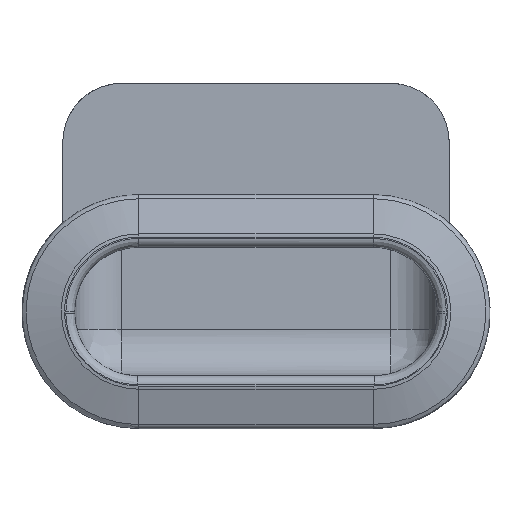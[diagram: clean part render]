
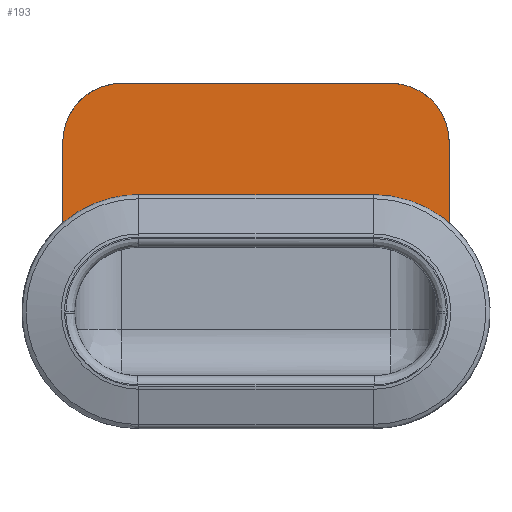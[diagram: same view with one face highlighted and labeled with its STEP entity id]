
A CAD part, front view. The second image highlights one B-rep face of the part: STEP entity #193.
In plain terms, the highlighted free-form (B-spline) face has degree [1, 1] with [2, 2] control points.
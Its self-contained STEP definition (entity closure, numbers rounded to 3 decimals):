
#44=CARTESIAN_POINT('',(-43.987,5.0,41.947));
#45=CARTESIAN_POINT('',(-43.987,5.0,-22.947));
#46=CARTESIAN_POINT('',(43.987,5.0,41.947));
#47=CARTESIAN_POINT('',(43.987,5.0,-22.947));
#48=B_SPLINE_SURFACE_WITH_KNOTS('',1,1,((#44,#46),(#45,#47)),.UNSPECIFIED.,.F.,.F.,.U.,(2,2),(2,2),(0.0,64.894),(0.0,87.973),.UNSPECIFIED.);
#49=CARTESIAN_POINT('',(33.0,5.0,15.199));
#50=VERTEX_POINT('',#49);
#51=CARTESIAN_POINT('',(20.0,5.0,-20.0));
#52=VERTEX_POINT('',#51);
#53=CARTESIAN_POINT('',(33.,5.0,15.199));
#54=CARTESIAN_POINT('',(43.589,5.,6.142));
#55=CARTESIAN_POINT('',(38.761,5.0,-6.929));
#56=CARTESIAN_POINT('',(33.934,5.,-20.));
#57=CARTESIAN_POINT('',(20.0,5.0,-20.0));
#65=(BOUNDED_CURVE()B_SPLINE_CURVE(2,(#53,#54,#55,#56,#57),.UNSPECIFIED.,.F.,.U.)B_SPLINE_CURVE_WITH_KNOTS((3,2,3),(0.0,0.5,1.0),.UNSPECIFIED.)CURVE()GEOMETRIC_REPRESENTATION_ITEM()RATIONAL_B_SPLINE_CURVE((1.0,0.821,1.0,0.821,1.0))REPRESENTATION_ITEM(''));
#66=EDGE_CURVE('',#50,#52,#65,.T.);
#67=ORIENTED_EDGE('',*,*,#66,.F.);
#68=CARTESIAN_POINT('',(33.0,5.0,29.0));
#69=VERTEX_POINT('',#68);
#70=CARTESIAN_POINT('',(33.0,5.0,15.199));
#71=CARTESIAN_POINT('',(33.0,5.0,29.0));
#72=QUASI_UNIFORM_CURVE('',1,(#70,#71),.UNSPECIFIED.,.F.,.U.);
#73=EDGE_CURVE('',#50,#69,#72,.T.);
#74=ORIENTED_EDGE('',*,*,#73,.T.);
#75=CARTESIAN_POINT('',(23.0,5.0,39.0));
#76=VERTEX_POINT('',#75);
#77=CARTESIAN_POINT('',(33.0,5.0,29.0));
#78=CARTESIAN_POINT('',(33.0,5.,39.));
#79=CARTESIAN_POINT('',(23.0,5.0,39.0));
#87=(BOUNDED_CURVE()B_SPLINE_CURVE(2,(#77,#78,#79),.UNSPECIFIED.,.F.,.U.)CURVE()GEOMETRIC_REPRESENTATION_ITEM()QUASI_UNIFORM_CURVE()RATIONAL_B_SPLINE_CURVE((1.0,0.707,1.0))REPRESENTATION_ITEM(''));
#88=EDGE_CURVE('',#69,#76,#87,.T.);
#89=ORIENTED_EDGE('',*,*,#88,.T.);
#90=CARTESIAN_POINT('',(-23.0,5.0,39.0));
#91=VERTEX_POINT('',#90);
#92=CARTESIAN_POINT('',(23.0,5.0,39.0));
#93=CARTESIAN_POINT('',(-23.0,5.0,39.0));
#94=QUASI_UNIFORM_CURVE('',1,(#92,#93),.UNSPECIFIED.,.F.,.U.);
#95=EDGE_CURVE('',#76,#91,#94,.T.);
#96=ORIENTED_EDGE('',*,*,#95,.T.);
#97=CARTESIAN_POINT('',(-33.0,5.0,29.0));
#98=VERTEX_POINT('',#97);
#99=CARTESIAN_POINT('',(-23.0,5.0,39.0));
#100=CARTESIAN_POINT('',(-33.0,5.,39.));
#101=CARTESIAN_POINT('',(-33.0,5.0,29.0));
#109=(BOUNDED_CURVE()B_SPLINE_CURVE(2,(#99,#100,#101),.UNSPECIFIED.,.F.,.U.)CURVE()GEOMETRIC_REPRESENTATION_ITEM()QUASI_UNIFORM_CURVE()RATIONAL_B_SPLINE_CURVE((1.0,0.707,1.0))REPRESENTATION_ITEM(''));
#110=EDGE_CURVE('',#91,#98,#109,.T.);
#111=ORIENTED_EDGE('',*,*,#110,.T.);
#112=CARTESIAN_POINT('',(-33.0,5.0,15.199));
#113=VERTEX_POINT('',#112);
#114=CARTESIAN_POINT('',(-33.0,5.0,15.199));
#115=CARTESIAN_POINT('',(-33.0,5.0,29.0));
#116=QUASI_UNIFORM_CURVE('',1,(#114,#115),.UNSPECIFIED.,.F.,.U.);
#117=EDGE_CURVE('',#113,#98,#116,.T.);
#118=ORIENTED_EDGE('',*,*,#117,.F.);
#119=CARTESIAN_POINT('',(-20.0,5.0,-20.0));
#120=VERTEX_POINT('',#119);
#121=CARTESIAN_POINT('',(-20.0,5.0,-20.0));
#122=CARTESIAN_POINT('',(-33.934,5.0,-20.0));
#123=CARTESIAN_POINT('',(-38.761,5.0,-6.929));
#124=CARTESIAN_POINT('',(-43.589,5.0,6.142));
#125=CARTESIAN_POINT('',(-33.,5.0,15.199));
#133=(BOUNDED_CURVE()B_SPLINE_CURVE(2,(#121,#122,#123,#124,#125),.UNSPECIFIED.,.F.,.U.)B_SPLINE_CURVE_WITH_KNOTS((3,2,3),(0.0,0.5,1.0),.UNSPECIFIED.)CURVE()GEOMETRIC_REPRESENTATION_ITEM()RATIONAL_B_SPLINE_CURVE((1.0,0.821,1.0,0.821,1.0))REPRESENTATION_ITEM(''));
#134=EDGE_CURVE('',#120,#113,#133,.T.);
#135=ORIENTED_EDGE('',*,*,#134,.F.);
#136=CARTESIAN_POINT('',(20.0,5.0,-20.0));
#137=CARTESIAN_POINT('',(-20.0,5.0,-20.0));
#138=QUASI_UNIFORM_CURVE('',1,(#136,#137),.UNSPECIFIED.,.F.,.U.);
#139=EDGE_CURVE('',#52,#120,#138,.T.);
#140=ORIENTED_EDGE('',*,*,#139,.F.);
#141=EDGE_LOOP('',(#67,#74,#89,#96,#111,#118,#135,#140));
#142=FACE_OUTER_BOUND('',#141,.T.);
#143=CARTESIAN_POINT('',(20.0,5.0,13.0));
#144=VERTEX_POINT('',#143);
#145=CARTESIAN_POINT('',(-20.0,5.0,13.0));
#146=VERTEX_POINT('',#145);
#147=CARTESIAN_POINT('',(20.0,5.0,13.0));
#148=CARTESIAN_POINT('',(-20.0,5.0,13.0));
#149=QUASI_UNIFORM_CURVE('',1,(#147,#148),.UNSPECIFIED.,.F.,.U.);
#150=EDGE_CURVE('',#144,#146,#149,.T.);
#151=ORIENTED_EDGE('',*,*,#150,.F.);
#152=CARTESIAN_POINT('',(20.0,5.0,-13.0));
#153=VERTEX_POINT('',#152);
#154=CARTESIAN_POINT('',(20.0,5.0,-13.0));
#155=CARTESIAN_POINT('',(33.0,5.,-13.0));
#156=CARTESIAN_POINT('',(33.0,5.0,0.0));
#157=CARTESIAN_POINT('',(33.0,5.,13.0));
#158=CARTESIAN_POINT('',(20.0,5.0,13.0));
#166=(BOUNDED_CURVE()B_SPLINE_CURVE(2,(#154,#155,#156,#157,#158),.UNSPECIFIED.,.F.,.U.)B_SPLINE_CURVE_WITH_KNOTS((3,2,3),(0.0,0.5,1.0),.UNSPECIFIED.)CURVE()GEOMETRIC_REPRESENTATION_ITEM()RATIONAL_B_SPLINE_CURVE((1.0,0.707,1.0,0.707,1.0))REPRESENTATION_ITEM(''));
#167=EDGE_CURVE('',#153,#144,#166,.T.);
#168=ORIENTED_EDGE('',*,*,#167,.F.);
#169=CARTESIAN_POINT('',(-20.0,5.0,-13.0));
#170=VERTEX_POINT('',#169);
#171=CARTESIAN_POINT('',(-20.0,5.0,-13.0));
#172=CARTESIAN_POINT('',(20.0,5.0,-13.0));
#173=QUASI_UNIFORM_CURVE('',1,(#171,#172),.UNSPECIFIED.,.F.,.U.);
#174=EDGE_CURVE('',#170,#153,#173,.T.);
#175=ORIENTED_EDGE('',*,*,#174,.F.);
#176=CARTESIAN_POINT('',(-20.0,5.0,13.0));
#177=CARTESIAN_POINT('',(-33.0,5.,13.0));
#178=CARTESIAN_POINT('',(-33.0,5.0,0.0));
#179=CARTESIAN_POINT('',(-33.0,5.,-13.0));
#180=CARTESIAN_POINT('',(-20.0,5.0,-13.0));
#188=(BOUNDED_CURVE()B_SPLINE_CURVE(2,(#176,#177,#178,#179,#180),.UNSPECIFIED.,.F.,.U.)B_SPLINE_CURVE_WITH_KNOTS((3,2,3),(0.0,0.5,1.0),.UNSPECIFIED.)CURVE()GEOMETRIC_REPRESENTATION_ITEM()RATIONAL_B_SPLINE_CURVE((1.0,0.707,1.0,0.707,1.0))REPRESENTATION_ITEM(''));
#189=EDGE_CURVE('',#146,#170,#188,.T.);
#190=ORIENTED_EDGE('',*,*,#189,.F.);
#191=EDGE_LOOP('',(#151,#168,#175,#190));
#192=FACE_BOUND('',#191,.T.);
#193=ADVANCED_FACE('',(#142,#192),#48,.T.);
